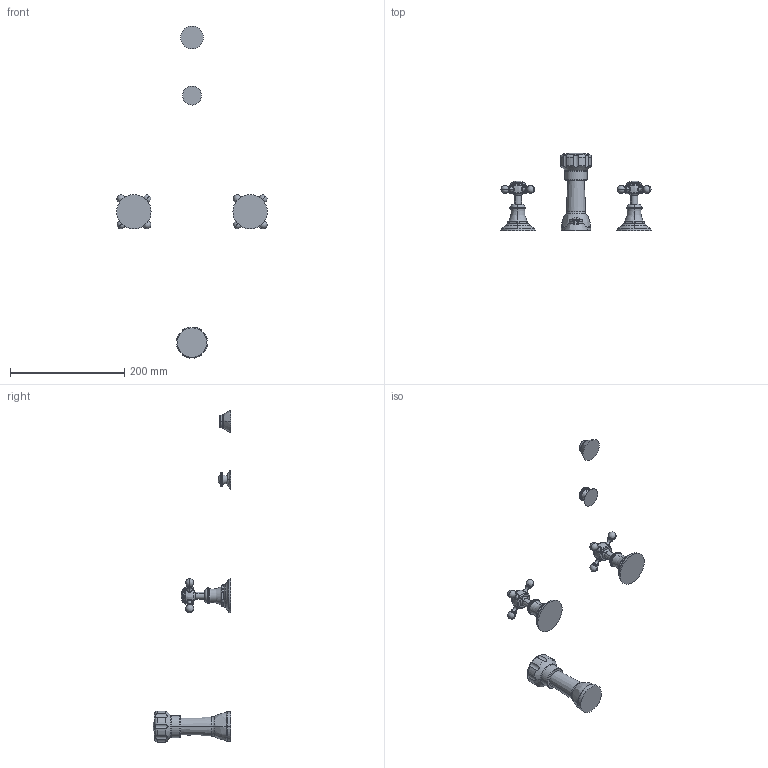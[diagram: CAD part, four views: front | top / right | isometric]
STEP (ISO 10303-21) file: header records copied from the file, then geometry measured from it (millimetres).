
FILE_DESCRIPTION((''),'2;1');
FILE_NAME('1769','2021-01-28T13:39:41',('jinson.thomas'),(''),'CREO PARAMETRIC BY PTC INC, 2018400','CREO PARAMETRIC BY PTC INC, 2018400','');
FILE_SCHEMA(('CONFIG_CONTROL_DESIGN'));
Length unit declared in the file: inch
Products named in the file (1): 1769
Bounding box: 263.27 x 135.97 x 580.53 mm (x, y, z)
Volume: 335305.5 mm3; surface area: 63945.5 mm2
Topology: 5 solids, 5 shells, 785 faces, 1458 edges, 908 vertices
Faces by surface type: plane 481, torus 150, cylinder 82, cone 38, sphere 24, bspline 10
Entity records: 27165 total; most frequent: CARTESIAN_POINT 12005, DIRECTION 3093, ORIENTED_EDGE 2868, EDGE_CURVE 1434, AXIS2_PLACEMENT_3D 1354, EDGE_LOOP 1034, VERTEX_POINT 908, FACE_OUTER_BOUND 785
